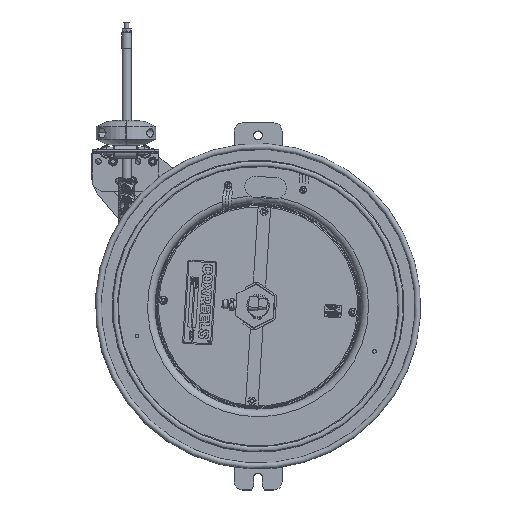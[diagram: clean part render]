
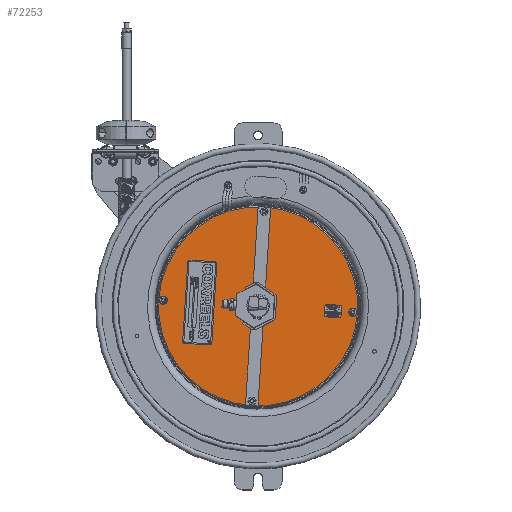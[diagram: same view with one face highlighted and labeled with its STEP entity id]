
A CAD part, top view. The second image highlights one B-rep face of the part: STEP entity #72253.
In plain terms, the highlighted planar face has unit normal (0, 0, 1).
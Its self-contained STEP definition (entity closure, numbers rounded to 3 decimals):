
#375=FACE_BOUND('',#24952,.T.);
#376=FACE_BOUND('',#24953,.T.);
#377=FACE_BOUND('',#24954,.T.);
#378=FACE_BOUND('',#24955,.T.);
#379=FACE_BOUND('',#24956,.T.);
#19453=PLANE('',#76325);
#21844=FACE_OUTER_BOUND('',#24951,.T.);
#24951=EDGE_LOOP('',(#62778));
#24952=EDGE_LOOP('',(#62779));
#24953=EDGE_LOOP('',(#62780));
#24954=EDGE_LOOP('',(#62781));
#24955=EDGE_LOOP('',(#62782));
#24956=EDGE_LOOP('',(#62783));
#27199=CIRCLE('',#76326,5.97);
#27200=CIRCLE('',#76327,0.655);
#27201=CIRCLE('',#76328,0.14);
#27202=CIRCLE('',#76329,0.14);
#27203=CIRCLE('',#76330,0.14);
#27204=CIRCLE('',#76331,0.14);
#35405=VERTEX_POINT('',#129359);
#35406=VERTEX_POINT('',#129361);
#35407=VERTEX_POINT('',#129363);
#35408=VERTEX_POINT('',#129365);
#35409=VERTEX_POINT('',#129367);
#35410=VERTEX_POINT('',#129369);
#46820=EDGE_CURVE('',#35405,#35405,#27199,.T.);
#46821=EDGE_CURVE('',#35406,#35406,#27200,.T.);
#46822=EDGE_CURVE('',#35407,#35407,#27201,.T.);
#46823=EDGE_CURVE('',#35408,#35408,#27202,.T.);
#46824=EDGE_CURVE('',#35409,#35409,#27203,.T.);
#46825=EDGE_CURVE('',#35410,#35410,#27204,.T.);
#62778=ORIENTED_EDGE('',*,*,#46820,.F.);
#62779=ORIENTED_EDGE('',*,*,#46821,.T.);
#62780=ORIENTED_EDGE('',*,*,#46822,.T.);
#62781=ORIENTED_EDGE('',*,*,#46823,.T.);
#62782=ORIENTED_EDGE('',*,*,#46824,.T.);
#62783=ORIENTED_EDGE('',*,*,#46825,.T.);
#72253=ADVANCED_FACE('',(#21844,#375,#376,#377,#378,#379),#19453,.T.);
#76325=AXIS2_PLACEMENT_3D('',#129358,#89400,#89401);
#76326=AXIS2_PLACEMENT_3D('',#129360,#89402,#89403);
#76327=AXIS2_PLACEMENT_3D('',#129362,#89404,#89405);
#76328=AXIS2_PLACEMENT_3D('',#129364,#89406,#89407);
#76329=AXIS2_PLACEMENT_3D('',#129366,#89408,#89409);
#76330=AXIS2_PLACEMENT_3D('',#129368,#89410,#89411);
#76331=AXIS2_PLACEMENT_3D('',#129370,#89412,#89413);
#89400=DIRECTION('center_axis',(0.,0.,
1.));
#89401=DIRECTION('ref_axis',(-0.998,0.064,0.));
#89402=DIRECTION('center_axis',(0.,0.,
-1.));
#89403=DIRECTION('ref_axis',(-0.998,0.064,0.));
#89404=DIRECTION('center_axis',(0.,0.,
-1.));
#89405=DIRECTION('ref_axis',(0.998,-0.064,0.));
#89406=DIRECTION('center_axis',(0.,0.,
-1.));
#89407=DIRECTION('ref_axis',(-0.998,0.064,0.));
#89408=DIRECTION('center_axis',(0.,0.,
-1.));
#89409=DIRECTION('ref_axis',(-0.998,0.064,0.));
#89410=DIRECTION('center_axis',(0.,0.,
-1.));
#89411=DIRECTION('ref_axis',(-0.998,0.064,0.));
#89412=DIRECTION('center_axis',(0.,0.,
-1.));
#89413=DIRECTION('ref_axis',(-0.998,0.064,0.));
#129358=CARTESIAN_POINT('Origin',(0.,0.,
4.827));
#129359=CARTESIAN_POINT('',(5.958,-0.38,4.827));
#129360=CARTESIAN_POINT('Origin',(0.,0.,
4.827));
#129361=CARTESIAN_POINT('',(-0.654,0.042,4.827));
#129362=CARTESIAN_POINT('Origin',(0.,0.,
4.827));
#129363=CARTESIAN_POINT('',(-5.816,0.371,4.827));
#129364=CARTESIAN_POINT('Origin',(-5.676,0.362,4.827));
#129365=CARTESIAN_POINT('',(5.536,-0.353,4.827));
#129366=CARTESIAN_POINT('Origin',(5.676,-0.362,4.827));
#129367=CARTESIAN_POINT('',(-0.502,-5.667,4.827));
#129368=CARTESIAN_POINT('Origin',(-0.362,-5.676,
4.827));
#129369=CARTESIAN_POINT('',(0.223,5.685,4.827));
#129370=CARTESIAN_POINT('Origin',(0.362,5.676,4.827));
